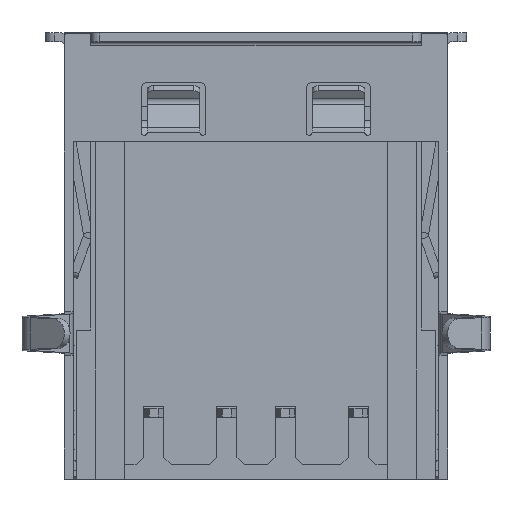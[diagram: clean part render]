
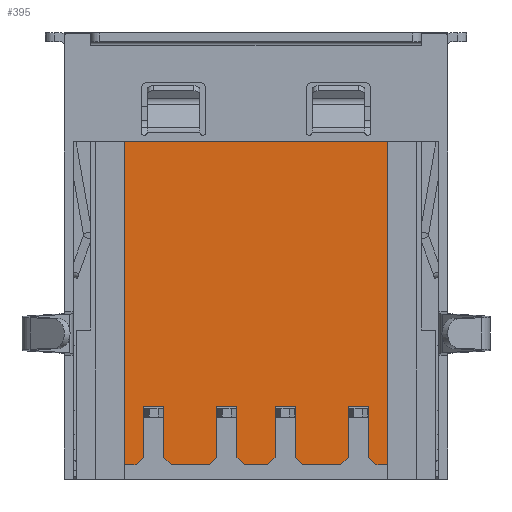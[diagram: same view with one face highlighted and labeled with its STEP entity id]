
A CAD part, front view. The second image highlights one B-rep face of the part: STEP entity #395.
In plain terms, the highlighted planar face has unit normal (0, -1, 0).
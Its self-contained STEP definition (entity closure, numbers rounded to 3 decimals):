
#395=ADVANCED_FACE('',(#1290),#1291,.T.);
#1290=FACE_OUTER_BOUND('',#2811,.T.);
#1291=PLANE('',#2812);
#2811=EDGE_LOOP('',(#6127,#6128,#6129,#6130,#6131,#6132,#6133,#6134,#6135,#6136,#6137,#6138,#6139,#6140,#6141,#6142,#6143,#6144,#6145,#6146,#6147,#6148,#6149,#6150,#6151,#6152,#6153,#6154));
#2812=AXIS2_PLACEMENT_3D('',#6155,#6156,#6157);
#6127=ORIENTED_EDGE('',*,*,#8885,.F.);
#6128=ORIENTED_EDGE('',*,*,#8886,.T.);
#6129=ORIENTED_EDGE('',*,*,#8831,.F.);
#6130=ORIENTED_EDGE('',*,*,#8884,.F.);
#6131=ORIENTED_EDGE('',*,*,#8887,.T.);
#6132=ORIENTED_EDGE('',*,*,#8888,.T.);
#6133=ORIENTED_EDGE('',*,*,#8889,.F.);
#6134=ORIENTED_EDGE('',*,*,#8890,.F.);
#6135=ORIENTED_EDGE('',*,*,#8891,.F.);
#6136=ORIENTED_EDGE('',*,*,#8892,.T.);
#6137=ORIENTED_EDGE('',*,*,#8893,.F.);
#6138=ORIENTED_EDGE('',*,*,#8894,.T.);
#6139=ORIENTED_EDGE('',*,*,#8895,.F.);
#6140=ORIENTED_EDGE('',*,*,#8896,.F.);
#6141=ORIENTED_EDGE('',*,*,#8897,.F.);
#6142=ORIENTED_EDGE('',*,*,#8898,.T.);
#6143=ORIENTED_EDGE('',*,*,#8899,.F.);
#6144=ORIENTED_EDGE('',*,*,#8900,.T.);
#6145=ORIENTED_EDGE('',*,*,#8901,.F.);
#6146=ORIENTED_EDGE('',*,*,#8902,.F.);
#6147=ORIENTED_EDGE('',*,*,#8903,.F.);
#6148=ORIENTED_EDGE('',*,*,#8904,.T.);
#6149=ORIENTED_EDGE('',*,*,#8905,.F.);
#6150=ORIENTED_EDGE('',*,*,#8906,.T.);
#6151=ORIENTED_EDGE('',*,*,#8907,.F.);
#6152=ORIENTED_EDGE('',*,*,#8908,.F.);
#6153=ORIENTED_EDGE('',*,*,#8909,.F.);
#6154=ORIENTED_EDGE('',*,*,#8910,.T.);
#6155=CARTESIAN_POINT('',(-4.5,0.4,0.0));
#6156=DIRECTION('',(0.0,-1.0,0.0));
#6157=DIRECTION('',(0.0,0.0,-1.0));
#8831=EDGE_CURVE('',#11096,#11098,#11099,.T.);
#8884=EDGE_CURVE('',#11185,#11096,#11187,.T.);
#8885=EDGE_CURVE('',#11188,#11189,#11190,.T.);
#8886=EDGE_CURVE('',#11188,#11098,#11191,.T.);
#8887=EDGE_CURVE('',#11185,#11192,#11193,.T.);
#8888=EDGE_CURVE('',#11192,#11194,#11195,.T.);
#8889=EDGE_CURVE('',#11196,#11194,#11197,.T.);
#8890=EDGE_CURVE('',#11198,#11196,#11199,.T.);
#8891=EDGE_CURVE('',#11200,#11198,#11201,.T.);
#8892=EDGE_CURVE('',#11200,#11202,#11203,.T.);
#8893=EDGE_CURVE('',#11204,#11202,#11205,.T.);
#8894=EDGE_CURVE('',#11204,#11206,#11207,.T.);
#8895=EDGE_CURVE('',#11208,#11206,#11209,.T.);
#8896=EDGE_CURVE('',#11210,#11208,#11211,.T.);
#8897=EDGE_CURVE('',#11212,#11210,#11213,.T.);
#8898=EDGE_CURVE('',#11212,#11214,#11215,.T.);
#8899=EDGE_CURVE('',#11216,#11214,#11217,.T.);
#8900=EDGE_CURVE('',#11216,#11218,#11219,.T.);
#8901=EDGE_CURVE('',#11220,#11218,#11221,.T.);
#8902=EDGE_CURVE('',#11222,#11220,#11223,.T.);
#8903=EDGE_CURVE('',#11224,#11222,#11225,.T.);
#8904=EDGE_CURVE('',#11224,#11226,#11227,.T.);
#8905=EDGE_CURVE('',#11228,#11226,#11229,.T.);
#8906=EDGE_CURVE('',#11228,#11230,#11231,.T.);
#8907=EDGE_CURVE('',#11232,#11230,#11233,.T.);
#8908=EDGE_CURVE('',#11234,#11232,#11235,.T.);
#8909=EDGE_CURVE('',#11236,#11234,#11237,.T.);
#8910=EDGE_CURVE('',#11236,#11189,#11238,.T.);
#11096=VERTEX_POINT('',#14866);
#11098=VERTEX_POINT('',#14869);
#11099=LINE('',#14870,#14871);
#11185=VERTEX_POINT('',#15008);
#11187=LINE('',#15011,#15012);
#11188=VERTEX_POINT('',#15013);
#11189=VERTEX_POINT('',#15014);
#11190=LINE('',#15015,#15016);
#11191=LINE('',#15017,#15018);
#11192=VERTEX_POINT('',#15019);
#11193=LINE('',#15020,#15021);
#11194=VERTEX_POINT('',#15022);
#11195=LINE('',#15023,#15024);
#11196=VERTEX_POINT('',#15025);
#11197=LINE('',#15026,#15027);
#11198=VERTEX_POINT('',#15028);
#11199=LINE('',#15029,#15030);
#11200=VERTEX_POINT('',#15031);
#11201=LINE('',#15032,#15033);
#11202=VERTEX_POINT('',#15034);
#11203=LINE('',#15035,#15036);
#11204=VERTEX_POINT('',#15037);
#11205=LINE('',#15038,#15039);
#11206=VERTEX_POINT('',#15040);
#11207=LINE('',#15041,#15042);
#11208=VERTEX_POINT('',#15043);
#11209=LINE('',#15044,#15045);
#11210=VERTEX_POINT('',#15046);
#11211=LINE('',#15047,#15048);
#11212=VERTEX_POINT('',#15049);
#11213=LINE('',#15050,#15051);
#11214=VERTEX_POINT('',#15052);
#11215=LINE('',#15053,#15054);
#11216=VERTEX_POINT('',#15055);
#11217=LINE('',#15056,#15057);
#11218=VERTEX_POINT('',#15058);
#11219=LINE('',#15059,#15060);
#11220=VERTEX_POINT('',#15061);
#11221=LINE('',#15062,#15063);
#11222=VERTEX_POINT('',#15064);
#11223=LINE('',#15065,#15066);
#11224=VERTEX_POINT('',#15067);
#11225=LINE('',#15068,#15069);
#11226=VERTEX_POINT('',#15070);
#11227=LINE('',#15071,#15072);
#11228=VERTEX_POINT('',#15073);
#11229=LINE('',#15074,#15075);
#11230=VERTEX_POINT('',#15076);
#11231=LINE('',#15077,#15078);
#11232=VERTEX_POINT('',#15079);
#11233=LINE('',#15080,#15081);
#11234=VERTEX_POINT('',#15082);
#11235=LINE('',#15083,#15084);
#11236=VERTEX_POINT('',#15085);
#11237=LINE('',#15086,#15087);
#11238=LINE('',#15088,#15089);
#14866=CARTESIAN_POINT('',(-4.5,0.4,11.54));
#14869=CARTESIAN_POINT('',(4.5,0.4,11.54));
#14870=CARTESIAN_POINT('',(-4.5,0.4,11.54));
#14871=VECTOR('',#17420,9.0);
#15008=CARTESIAN_POINT('',(-4.5,0.4,0.5));
#15011=CARTESIAN_POINT('',(-4.5,0.4,0.5));
#15012=VECTOR('',#17473,11.04);
#15013=CARTESIAN_POINT('',(4.5,0.4,0.5));
#15014=CARTESIAN_POINT('',(4.1,0.4,0.5));
#15015=CARTESIAN_POINT('',(4.5,0.4,0.5));
#15016=VECTOR('',#17474,0.4);
#15017=CARTESIAN_POINT('',(4.5,0.4,0.5));
#15018=VECTOR('',#17475,11.04);
#15019=CARTESIAN_POINT('',(-4.1,0.4,0.5));
#15020=CARTESIAN_POINT('',(-4.5,0.4,0.5));
#15021=VECTOR('',#17476,0.4);
#15022=CARTESIAN_POINT('',(-3.85,0.4,0.75));
#15023=CARTESIAN_POINT('',(-4.1,0.4,0.5));
#15024=VECTOR('',#17477,0.354);
#15025=CARTESIAN_POINT('',(-3.85,0.4,2.5));
#15026=CARTESIAN_POINT('',(-3.85,0.4,2.5));
#15027=VECTOR('',#17478,1.75);
#15028=CARTESIAN_POINT('',(-3.15,0.4,2.5));
#15029=CARTESIAN_POINT('',(-3.15,0.4,2.5));
#15030=VECTOR('',#17479,0.7);
#15031=CARTESIAN_POINT('',(-3.15,0.4,0.75));
#15032=CARTESIAN_POINT('',(-3.15,0.4,0.75));
#15033=VECTOR('',#17480,1.75);
#15034=CARTESIAN_POINT('',(-2.9,0.4,0.5));
#15035=CARTESIAN_POINT('',(-3.15,0.4,0.75));
#15036=VECTOR('',#17481,0.354);
#15037=CARTESIAN_POINT('',(-1.6,0.4,0.5));
#15038=CARTESIAN_POINT('',(-1.6,0.4,0.5));
#15039=VECTOR('',#17482,1.3);
#15040=CARTESIAN_POINT('',(-1.35,0.4,0.75));
#15041=CARTESIAN_POINT('',(-1.6,0.4,0.5));
#15042=VECTOR('',#17483,0.354);
#15043=CARTESIAN_POINT('',(-1.35,0.4,2.5));
#15044=CARTESIAN_POINT('',(-1.35,0.4,2.5));
#15045=VECTOR('',#17484,1.75);
#15046=CARTESIAN_POINT('',(-0.65,0.4,2.5));
#15047=CARTESIAN_POINT('',(-0.65,0.4,2.5));
#15048=VECTOR('',#17485,0.7);
#15049=CARTESIAN_POINT('',(-0.65,0.4,0.75));
#15050=CARTESIAN_POINT('',(-0.65,0.4,0.75));
#15051=VECTOR('',#17486,1.75);
#15052=CARTESIAN_POINT('',(-0.4,0.4,0.5));
#15053=CARTESIAN_POINT('',(-0.65,0.4,0.75));
#15054=VECTOR('',#17487,0.354);
#15055=CARTESIAN_POINT('',(0.4,0.4,0.5));
#15056=CARTESIAN_POINT('',(0.4,0.4,0.5));
#15057=VECTOR('',#17488,0.8);
#15058=CARTESIAN_POINT('',(0.65,0.4,0.75));
#15059=CARTESIAN_POINT('',(0.4,0.4,0.5));
#15060=VECTOR('',#17489,0.354);
#15061=CARTESIAN_POINT('',(0.65,0.4,2.5));
#15062=CARTESIAN_POINT('',(0.65,0.4,2.5));
#15063=VECTOR('',#17490,1.75);
#15064=CARTESIAN_POINT('',(1.35,0.4,2.5));
#15065=CARTESIAN_POINT('',(1.35,0.4,2.5));
#15066=VECTOR('',#17491,0.7);
#15067=CARTESIAN_POINT('',(1.35,0.4,0.75));
#15068=CARTESIAN_POINT('',(1.35,0.4,0.75));
#15069=VECTOR('',#17492,1.75);
#15070=CARTESIAN_POINT('',(1.6,0.4,0.5));
#15071=CARTESIAN_POINT('',(1.35,0.4,0.75));
#15072=VECTOR('',#17493,0.354);
#15073=CARTESIAN_POINT('',(2.9,0.4,0.5));
#15074=CARTESIAN_POINT('',(2.9,0.4,0.5));
#15075=VECTOR('',#17494,1.3);
#15076=CARTESIAN_POINT('',(3.15,0.4,0.75));
#15077=CARTESIAN_POINT('',(2.9,0.4,0.5));
#15078=VECTOR('',#17495,0.354);
#15079=CARTESIAN_POINT('',(3.15,0.4,2.5));
#15080=CARTESIAN_POINT('',(3.15,0.4,2.5));
#15081=VECTOR('',#17496,1.75);
#15082=CARTESIAN_POINT('',(3.85,0.4,2.5));
#15083=CARTESIAN_POINT('',(3.85,0.4,2.5));
#15084=VECTOR('',#17497,0.7);
#15085=CARTESIAN_POINT('',(3.85,0.4,0.75));
#15086=CARTESIAN_POINT('',(3.85,0.4,0.75));
#15087=VECTOR('',#17498,1.75);
#15088=CARTESIAN_POINT('',(3.85,0.4,0.75));
#15089=VECTOR('',#17499,0.354);
#17420=DIRECTION('',(1.0,0.0,0.0));
#17473=DIRECTION('',(0.0,0.0,1.0));
#17474=DIRECTION('',(-1.0,0.0,0.0));
#17475=DIRECTION('',(0.0,0.0,1.0));
#17476=DIRECTION('',(1.0,0.0,0.0));
#17477=DIRECTION('',(0.707,0.0,0.707));
#17478=DIRECTION('',(0.0,0.0,-1.0));
#17479=DIRECTION('',(-1.0,0.0,0.0));
#17480=DIRECTION('',(0.0,0.0,1.0));
#17481=DIRECTION('',(0.707,0.0,-0.707));
#17482=DIRECTION('',(-1.0,0.0,0.0));
#17483=DIRECTION('',(0.707,0.0,0.707));
#17484=DIRECTION('',(0.0,0.0,-1.0));
#17485=DIRECTION('',(-1.0,0.0,0.0));
#17486=DIRECTION('',(0.0,0.0,1.0));
#17487=DIRECTION('',(0.707,0.0,-0.707));
#17488=DIRECTION('',(-1.0,0.0,0.0));
#17489=DIRECTION('',(0.707,0.0,0.707));
#17490=DIRECTION('',(0.0,0.0,-1.0));
#17491=DIRECTION('',(-1.0,0.0,0.0));
#17492=DIRECTION('',(0.0,0.0,1.0));
#17493=DIRECTION('',(0.707,0.0,-0.707));
#17494=DIRECTION('',(-1.0,0.0,0.0));
#17495=DIRECTION('',(0.707,0.0,0.707));
#17496=DIRECTION('',(0.0,0.0,-1.0));
#17497=DIRECTION('',(-1.0,0.0,0.0));
#17498=DIRECTION('',(0.0,0.0,1.0));
#17499=DIRECTION('',(0.707,0.0,-0.707));
